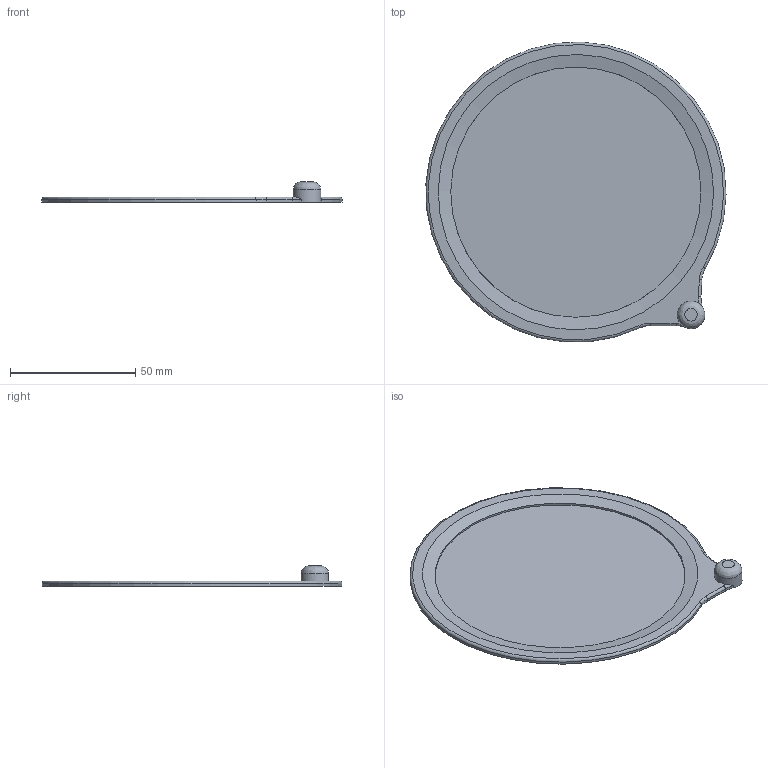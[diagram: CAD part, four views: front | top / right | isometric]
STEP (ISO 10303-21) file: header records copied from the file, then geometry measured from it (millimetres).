
FILE_DESCRIPTION(/* description */ (''),/* implementation_level */ '2;1');
FILE_NAME(/* name */ 'Component3.step',/* time_stamp */ '2024-10-30T11:49:22+01:00',/* author */ (''),/* organization */ (''),/* preprocessor_version */ 'ST-DEVELOPER v20',/* originating_system */ 'Autodesk Translation Framework v13.20.0.188',/* authorisation */ '');
FILE_SCHEMA (('AUTOMOTIVE_DESIGN { 1 0 10303 214 3 1 1 }'));
Length unit declared in the file: millimetre
Products named in the file (1): FusionComponent
Bounding box: 119.9 x 119.79 x 8 mm (x, y, z)
Volume: 8509.6 mm3; surface area: 24088.3 mm2
Topology: 1 solids, 1 shells, 22 faces, 50 edges, 31 vertices
Faces by surface type: cylinder 9, plane 6, torus 5, cone 1, bspline 1
Full cylindrical faces by diameter (mm): 11 x1, 100 x1
Entity records: 712 total; most frequent: CARTESIAN_POINT 148, DIRECTION 123, ORIENTED_EDGE 100, AXIS2_PLACEMENT_3D 53, EDGE_CURVE 50, CIRCLE 31, VERTEX_POINT 31, EDGE_LOOP 23
